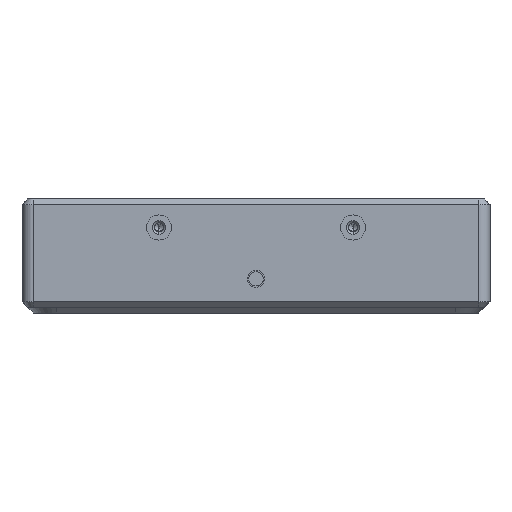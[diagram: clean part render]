
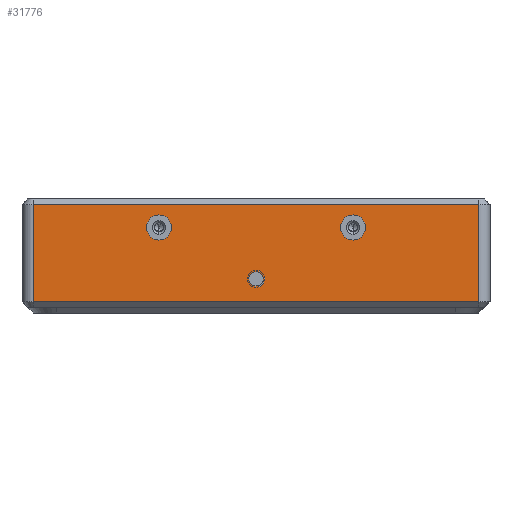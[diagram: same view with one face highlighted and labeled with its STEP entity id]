
A CAD part, front view. The second image highlights one B-rep face of the part: STEP entity #31776.
In plain terms, the highlighted planar face has unit normal (0, -1, 0).
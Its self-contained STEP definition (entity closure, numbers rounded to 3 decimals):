
#240 = EDGE_CURVE ( 'NONE', #13400, #28641, #18626, .T. ) ;
#375 = VERTEX_POINT ( 'NONE', #19731 ) ;
#1017 = EDGE_LOOP ( 'NONE', ( #13062, #17006 ) ) ;
#1546 = CIRCLE ( 'NONE', #5226, 2.2 ) ;
#1689 = CARTESIAN_POINT ( 'NONE',  ( -19.2, -147.5, -5. ) ) ;
#1860 = DIRECTION ( 'NONE',  ( 1., 0., 0. ) ) ;
#2094 = DIRECTION ( 'NONE',  ( 1., 0., 0. ) ) ;
#2476 = DIRECTION ( 'NONE',  ( 0., -1., 0. ) ) ;
#2537 = AXIS2_PLACEMENT_3D ( 'NONE', #16509, #23003, #4733 ) ;
#3287 = EDGE_CURVE ( 'NONE', #17084, #37238, #1546, .T. ) ;
#3581 = CARTESIAN_POINT ( 'NONE',  ( -17., -147.5, -5. ) ) ;
#3905 = ORIENTED_EDGE ( 'NONE', *, *, #3287, .F. ) ;
#4418 = CARTESIAN_POINT ( 'NONE',  ( 39., -147.5, -18. ) ) ;
#4733 = DIRECTION ( 'NONE',  ( -1., 0., 0. ) ) ;
#4843 = VECTOR ( 'NONE', #24655, 1000. ) ;
#5097 = FACE_BOUND ( 'NONE', #6657, .T. ) ;
#5226 = AXIS2_PLACEMENT_3D ( 'NONE', #26667, #26871, #20511 ) ;
#6657 = EDGE_LOOP ( 'NONE', ( #35319, #19806 ) ) ;
#6984 = DIRECTION ( 'NONE',  ( -1., 0., 0. ) ) ;
#8889 = LINE ( 'NONE', #20639, #26828 ) ;
#9857 = CARTESIAN_POINT ( 'NONE',  ( 39., -147.5, -1. ) ) ;
#10604 = CIRCLE ( 'NONE', #28456, 1.25 ) ;
#10905 = FACE_BOUND ( 'NONE', #24779, .T. ) ;
#11337 = ORIENTED_EDGE ( 'NONE', *, *, #29326, .T. ) ;
#11981 = DIRECTION ( 'NONE',  ( 0., 0., 1. ) ) ;
#12140 = VECTOR ( 'NONE', #2094, 1000. ) ;
#13062 = ORIENTED_EDGE ( 'NONE', *, *, #29466, .F. ) ;
#13217 = CARTESIAN_POINT ( 'NONE',  ( 19.2, -147.5, -5. ) ) ;
#13400 = VERTEX_POINT ( 'NONE', #20988 ) ;
#13503 = EDGE_CURVE ( 'NONE', #33102, #34969, #34144, .T. ) ;
#15364 = DIRECTION ( 'NONE',  ( 0., -1., 0. ) ) ;
#15657 = CARTESIAN_POINT ( 'NONE',  ( -39., -147.5, -1. ) ) ;
#16031 = DIRECTION ( 'NONE',  ( 0., 1., 0. ) ) ;
#16083 = EDGE_CURVE ( 'NONE', #375, #29499, #25595, .T. ) ;
#16509 = CARTESIAN_POINT ( 'NONE',  ( 0., -147.5, -9.5 ) ) ;
#16598 = DIRECTION ( 'NONE',  ( -1., 0., 0. ) ) ;
#16641 = CARTESIAN_POINT ( 'NONE',  ( -39., -147.5, -19. ) ) ;
#17006 = ORIENTED_EDGE ( 'NONE', *, *, #240, .F. ) ;
#17084 = VERTEX_POINT ( 'NONE', #17386 ) ;
#17386 = CARTESIAN_POINT ( 'NONE',  ( 14.8, -147.5, -5. ) ) ;
#18436 = AXIS2_PLACEMENT_3D ( 'NONE', #37389, #2476, #16598 ) ;
#18537 = LINE ( 'NONE', #15657, #4843 ) ;
#18538 = DIRECTION ( 'NONE',  ( 1., 0., 0. ) ) ;
#18626 = CIRCLE ( 'NONE', #30921, 2.2 ) ;
#18760 = VERTEX_POINT ( 'NONE', #9857 ) ;
#18803 = DIRECTION ( 'NONE',  ( -1., 0., 0. ) ) ;
#18922 = CARTESIAN_POINT ( 'NONE',  ( 0., -147.5, -14. ) ) ;
#19600 = AXIS2_PLACEMENT_3D ( 'NONE', #36670, #21448, #6984 ) ;
#19708 = LINE ( 'NONE', #16641, #23038 ) ;
#19731 = CARTESIAN_POINT ( 'NONE',  ( -39., -147.5, -18. ) ) ;
#19806 = ORIENTED_EDGE ( 'NONE', *, *, #20348, .T. ) ;
#20041 = ORIENTED_EDGE ( 'NONE', *, *, #36211, .T. ) ;
#20348 = EDGE_CURVE ( 'NONE', #34969, #33102, #10604, .T. ) ;
#20511 = DIRECTION ( 'NONE',  ( -1., 0., 0. ) ) ;
#20639 = CARTESIAN_POINT ( 'NONE',  ( 39., -147.5, 0. ) ) ;
#20988 = CARTESIAN_POINT ( 'NONE',  ( -14.8, -147.5, -5. ) ) ;
#21437 = CIRCLE ( 'NONE', #19600, 2.2 ) ;
#21448 = DIRECTION ( 'NONE',  ( 0., -1., 0. ) ) ;
#22445 = FACE_OUTER_BOUND ( 'NONE', #27151, .T. ) ;
#22502 = EDGE_CURVE ( 'NONE', #27497, #375, #19708, .T. ) ;
#23003 = DIRECTION ( 'NONE',  ( 0., -1., 0. ) ) ;
#23038 = VECTOR ( 'NONE', #37056, 1000. ) ;
#24655 = DIRECTION ( 'NONE',  ( -1., 0., 0. ) ) ;
#24779 = EDGE_LOOP ( 'NONE', ( #3905, #34716 ) ) ;
#24790 = CARTESIAN_POINT ( 'NONE',  ( 0., -147.5, -14. ) ) ;
#25315 = FACE_BOUND ( 'NONE', #1017, .T. ) ;
#25595 = LINE ( 'NONE', #4418, #12140 ) ;
#26469 = EDGE_CURVE ( 'NONE', #37238, #17084, #21437, .T. ) ;
#26667 = CARTESIAN_POINT ( 'NONE',  ( 17., -147.5, -5. ) ) ;
#26828 = VECTOR ( 'NONE', #11981, 1000. ) ;
#26871 = DIRECTION ( 'NONE',  ( 0., -1., 0. ) ) ;
#27151 = EDGE_LOOP ( 'NONE', ( #20041, #11337, #35184, #36112 ) ) ;
#27497 = VERTEX_POINT ( 'NONE', #28986 ) ;
#28298 = CARTESIAN_POINT ( 'NONE',  ( 1.25, -147.5, -14. ) ) ;
#28456 = AXIS2_PLACEMENT_3D ( 'NONE', #18922, #16031, #18538 ) ;
#28641 = VERTEX_POINT ( 'NONE', #1689 ) ;
#28986 = CARTESIAN_POINT ( 'NONE',  ( -39., -147.5, -1. ) ) ;
#29326 = EDGE_CURVE ( 'NONE', #18760, #27497, #18537, .T. ) ;
#29466 = EDGE_CURVE ( 'NONE', #28641, #13400, #36880, .T. ) ;
#29499 = VERTEX_POINT ( 'NONE', #34311 ) ;
#30921 = AXIS2_PLACEMENT_3D ( 'NONE', #3581, #15364, #18803 ) ;
#31776 = ADVANCED_FACE ( 'NONE', ( #5097, #10905, #25315, #22445 ), #37103, .T. ) ;
#32773 = CARTESIAN_POINT ( 'NONE',  ( -1.25, -147.5, -14. ) ) ;
#33102 = VERTEX_POINT ( 'NONE', #28298 ) ;
#34144 = CIRCLE ( 'NONE', #35403, 1.25 ) ;
#34311 = CARTESIAN_POINT ( 'NONE',  ( 39., -147.5, -18. ) ) ;
#34716 = ORIENTED_EDGE ( 'NONE', *, *, #26469, .F. ) ;
#34969 = VERTEX_POINT ( 'NONE', #32773 ) ;
#35184 = ORIENTED_EDGE ( 'NONE', *, *, #22502, .T. ) ;
#35319 = ORIENTED_EDGE ( 'NONE', *, *, #13503, .T. ) ;
#35403 = AXIS2_PLACEMENT_3D ( 'NONE', #24790, #36772, #1860 ) ;
#36112 = ORIENTED_EDGE ( 'NONE', *, *, #16083, .T. ) ;
#36211 = EDGE_CURVE ( 'NONE', #29499, #18760, #8889, .T. ) ;
#36670 = CARTESIAN_POINT ( 'NONE',  ( 17., -147.5, -5. ) ) ;
#36772 = DIRECTION ( 'NONE',  ( 0., 1., 0. ) ) ;
#36880 = CIRCLE ( 'NONE', #18436, 2.2 ) ;
#37056 = DIRECTION ( 'NONE',  ( 0., 0., -1. ) ) ;
#37103 = PLANE ( 'NONE',  #2537 ) ;
#37238 = VERTEX_POINT ( 'NONE', #13217 ) ;
#37389 = CARTESIAN_POINT ( 'NONE',  ( -17., -147.5, -5. ) ) ;
